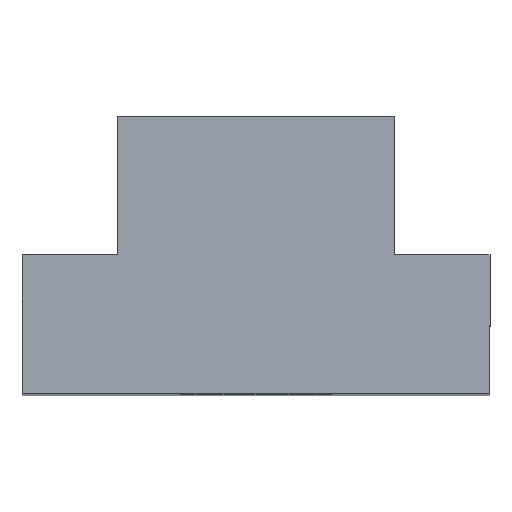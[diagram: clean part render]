
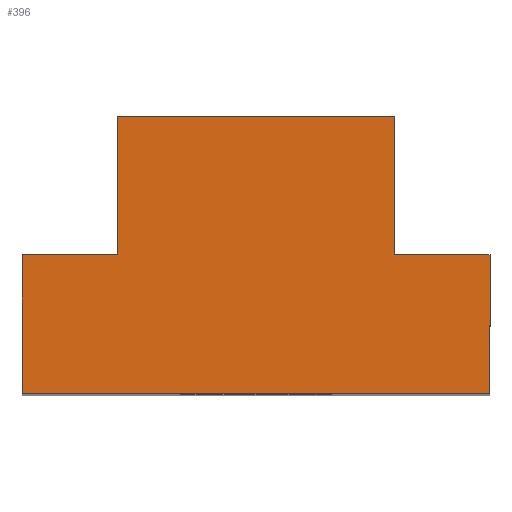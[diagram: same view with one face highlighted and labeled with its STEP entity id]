
A CAD part, top view. The second image highlights one B-rep face of the part: STEP entity #396.
In plain terms, the highlighted planar face has unit normal (0, 0, 1).
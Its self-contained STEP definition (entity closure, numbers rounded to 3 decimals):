
#5 = CARTESIAN_POINT ( 'NONE',  ( 4., -4., 20. ) ) ;
#9 = CARTESIAN_POINT ( 'NONE',  ( -6.75, -4., 20. ) ) ;
#13 = CARTESIAN_POINT ( 'NONE',  ( 4., 0., 20. ) ) ;
#17 = ORIENTED_EDGE ( 'NONE', *, *, #101, .T. ) ;
#38 = DIRECTION ( 'NONE',  ( -1., 0., 0. ) ) ;
#47 = LINE ( 'NONE', #13, #249 ) ;
#56 = DIRECTION ( 'NONE',  ( 0., -1., 0. ) ) ;
#62 = VERTEX_POINT ( 'NONE', #371 ) ;
#64 = LINE ( 'NONE', #303, #176 ) ;
#67 = DIRECTION ( 'NONE',  ( -1., 0., 0. ) ) ;
#82 = CARTESIAN_POINT ( 'NONE',  ( -6.75, -8., 20. ) ) ;
#89 = DIRECTION ( 'NONE',  ( 0., 0., -1. ) ) ;
#91 = LINE ( 'NONE', #227, #137 ) ;
#101 = EDGE_CURVE ( 'NONE', #290, #62, #64, .T. ) ;
#105 = DIRECTION ( 'NONE',  ( -1., 0., 0. ) ) ;
#110 = CARTESIAN_POINT ( 'NONE',  ( 6.75, -4., 20. ) ) ;
#118 = FACE_OUTER_BOUND ( 'NONE', #411, .T. ) ;
#123 = VERTEX_POINT ( 'NONE', #414 ) ;
#134 = EDGE_CURVE ( 'NONE', #340, #388, #280, .T. ) ;
#137 = VECTOR ( 'NONE', #56, 1000. ) ;
#139 = VECTOR ( 'NONE', #278, 1000. ) ;
#142 = CARTESIAN_POINT ( 'NONE',  ( -6.75, -8., 20. ) ) ;
#158 = DIRECTION ( 'NONE',  ( -1., 0., 0. ) ) ;
#159 = VERTEX_POINT ( 'NONE', #110 ) ;
#161 = ORIENTED_EDGE ( 'NONE', *, *, #235, .T. ) ;
#174 = VECTOR ( 'NONE', #105, 1000. ) ;
#176 = VECTOR ( 'NONE', #67, 1000. ) ;
#181 = LINE ( 'NONE', #5, #331 ) ;
#184 = DIRECTION ( 'NONE',  ( 0., 1., 0. ) ) ;
#187 = DIRECTION ( 'NONE',  ( 0., 1., 0. ) ) ;
#195 = EDGE_CURVE ( 'NONE', #159, #417, #181, .T. ) ;
#199 = ORIENTED_EDGE ( 'NONE', *, *, #134, .T. ) ;
#220 = VECTOR ( 'NONE', #412, 1000. ) ;
#222 = ORIENTED_EDGE ( 'NONE', *, *, #436, .T. ) ;
#227 = CARTESIAN_POINT ( 'NONE',  ( -4., 0., 20. ) ) ;
#235 = EDGE_CURVE ( 'NONE', #388, #325, #243, .T. ) ;
#243 = LINE ( 'NONE', #142, #139 ) ;
#248 = LINE ( 'NONE', #282, #174 ) ;
#249 = VECTOR ( 'NONE', #184, 1000. ) ;
#256 = CARTESIAN_POINT ( 'NONE',  ( 0., 0., 20. ) ) ;
#257 = EDGE_CURVE ( 'NONE', #123, #340, #248, .T. ) ;
#258 = LINE ( 'NONE', #361, #348 ) ;
#278 = DIRECTION ( 'NONE',  ( 1., 0., 0. ) ) ;
#280 = LINE ( 'NONE', #9, #220 ) ;
#282 = CARTESIAN_POINT ( 'NONE',  ( -4., -4., 20. ) ) ;
#290 = VERTEX_POINT ( 'NONE', #426 ) ;
#291 = CARTESIAN_POINT ( 'NONE',  ( 6.75, -8., 20. ) ) ;
#293 = EDGE_CURVE ( 'NONE', #325, #159, #258, .T. ) ;
#303 = CARTESIAN_POINT ( 'NONE',  ( 4., 0., 20. ) ) ;
#308 = AXIS2_PLACEMENT_3D ( 'NONE', #256, #89, #158 ) ;
#309 = ORIENTED_EDGE ( 'NONE', *, *, #195, .T. ) ;
#319 = ORIENTED_EDGE ( 'NONE', *, *, #415, .T. ) ;
#321 = PLANE ( 'NONE',  #308 ) ;
#325 = VERTEX_POINT ( 'NONE', #291 ) ;
#331 = VECTOR ( 'NONE', #38, 1000. ) ;
#340 = VERTEX_POINT ( 'NONE', #392 ) ;
#348 = VECTOR ( 'NONE', #187, 1000. ) ;
#355 = CARTESIAN_POINT ( 'NONE',  ( 4., -4., 20. ) ) ;
#361 = CARTESIAN_POINT ( 'NONE',  ( 6.75, -4., 20. ) ) ;
#371 = CARTESIAN_POINT ( 'NONE',  ( -4., 0., 20. ) ) ;
#388 = VERTEX_POINT ( 'NONE', #82 ) ;
#391 = ORIENTED_EDGE ( 'NONE', *, *, #257, .T. ) ;
#392 = CARTESIAN_POINT ( 'NONE',  ( -6.75, -4., 20. ) ) ;
#396 = ADVANCED_FACE ( 'NONE', ( #118 ), #321, .F. ) ;
#411 = EDGE_LOOP ( 'NONE', ( #319, #391, #199, #161, #427, #309, #222, #17 ) ) ;
#412 = DIRECTION ( 'NONE',  ( 0., -1., 0. ) ) ;
#414 = CARTESIAN_POINT ( 'NONE',  ( -4., -4., 20. ) ) ;
#415 = EDGE_CURVE ( 'NONE', #62, #123, #91, .T. ) ;
#417 = VERTEX_POINT ( 'NONE', #355 ) ;
#426 = CARTESIAN_POINT ( 'NONE',  ( 4., 0., 20. ) ) ;
#427 = ORIENTED_EDGE ( 'NONE', *, *, #293, .T. ) ;
#436 = EDGE_CURVE ( 'NONE', #417, #290, #47, .T. ) ;
